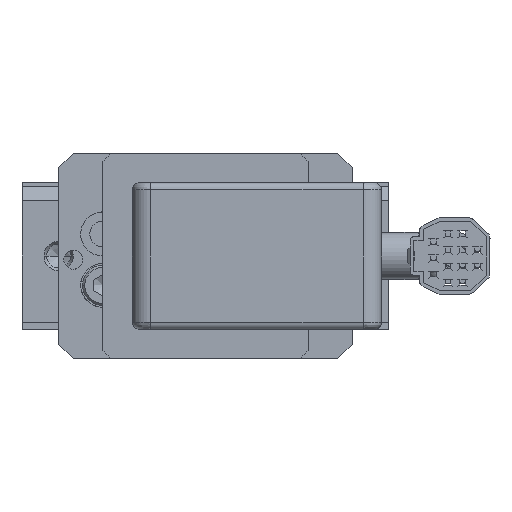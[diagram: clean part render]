
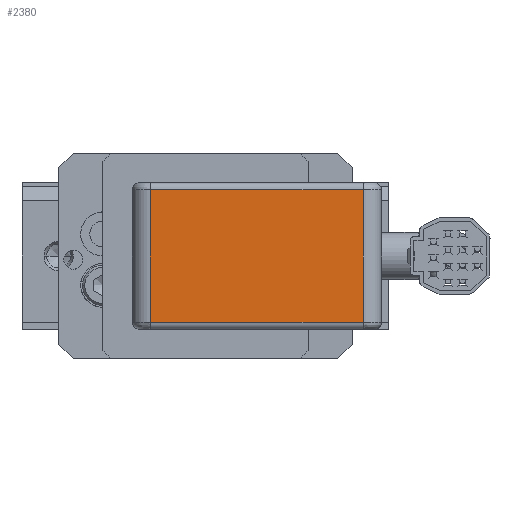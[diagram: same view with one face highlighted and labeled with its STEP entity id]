
A CAD part, left-side view. The second image highlights one B-rep face of the part: STEP entity #2380.
In plain terms, the highlighted planar face has unit normal (-1, 0, 0).
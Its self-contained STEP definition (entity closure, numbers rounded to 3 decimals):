
#2380=ADVANCED_FACE('',(#24019),#24018,.T.);
#24018=PLANE('',#39723);
#24019=FACE_OUTER_BOUND('',#39724,.T.);
#39720=CARTESIAN_POINT('',(-135.,-24.4,-0.8));
#39721=DIRECTION('',(-1.,0.,0.));
#39722=DIRECTION('',(0.,0.,1.));
#39723=AXIS2_PLACEMENT_3D('',#39720,#39721,#39722);
#39724=EDGE_LOOP('',(#50722,#50723,#50724,#50725));
#50722=ORIENTED_EDGE('',*,*,#56255,.T.);
#50723=ORIENTED_EDGE('',*,*,#56250,.T.);
#50724=ORIENTED_EDGE('',*,*,#56256,.T.);
#50725=ORIENTED_EDGE('',*,*,#56239,.T.);
#56239=EDGE_CURVE('',#89807,#89835,#89842,.T.);
#56250=EDGE_CURVE('',#89902,#89874,#89916,.T.);
#56255=EDGE_CURVE('',#89835,#89902,#89948,.T.);
#56256=EDGE_CURVE('',#89874,#89807,#89954,.T.);
#89807=VERTEX_POINT('',#112150);
#89835=VERTEX_POINT('',#112170);
#89842=LINE('',#112175,#112176);
#89874=VERTEX_POINT('',#112195);
#89902=VERTEX_POINT('',#112215);
#89916=LINE('',#112224,#112225);
#89948=LINE('',#112244,#112245);
#89954=LINE('',#112247,#112248);
#112150=CARTESIAN_POINT('',(-135.,-21.5,19.));
#112170=CARTESIAN_POINT('',(-135.,7.5,19.));
#112175=CARTESIAN_POINT('',(-135.,-21.5,19.));
#112176=VECTOR('',#112177,29.);
#112177=DIRECTION('',(0.,1.,0.));
#112195=CARTESIAN_POINT('',(-135.,-21.5,1.));
#112215=CARTESIAN_POINT('',(-135.,7.5,1.));
#112224=CARTESIAN_POINT('',(-135.,7.5,1.));
#112225=VECTOR('',#112226,29.);
#112226=DIRECTION('',(0.,-1.,0.));
#112244=CARTESIAN_POINT('',(-135.,7.5,19.));
#112245=VECTOR('',#112246,18.);
#112246=DIRECTION('',(0.,0.,-1.));
#112247=CARTESIAN_POINT('',(-135.,-21.5,1.));
#112248=VECTOR('',#112249,18.);
#112249=DIRECTION('',(0.,0.,1.));
